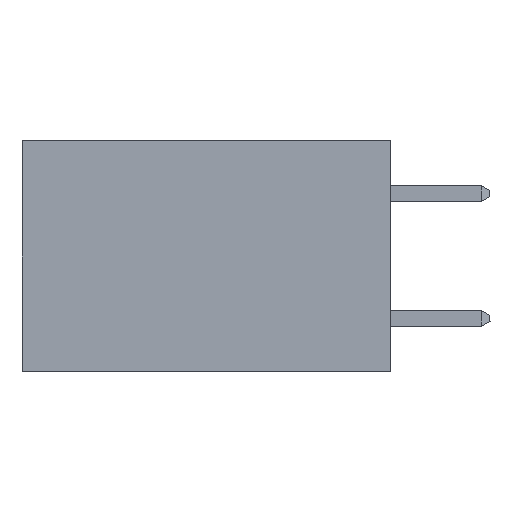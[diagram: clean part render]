
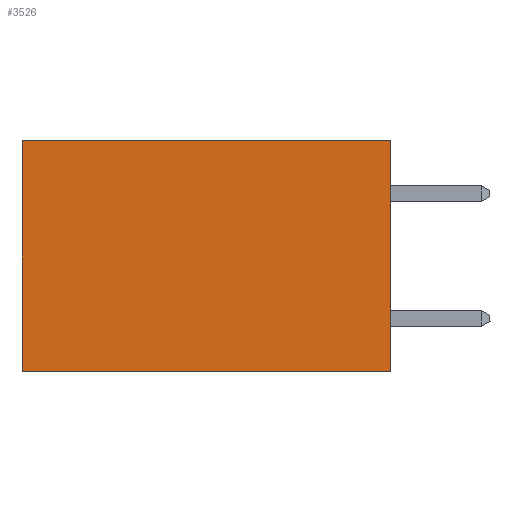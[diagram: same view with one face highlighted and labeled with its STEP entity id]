
A CAD part, left-side view. The second image highlights one B-rep face of the part: STEP entity #3526.
In plain terms, the highlighted planar face has unit normal (-1, 0, 0).
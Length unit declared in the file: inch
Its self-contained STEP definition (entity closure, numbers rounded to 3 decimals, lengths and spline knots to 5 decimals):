
#675 = LINE ( 'NONE', #5365, #18491 ) ;
#732 = CARTESIAN_POINT ( 'NONE',  ( 0.277, 0., 0. ) ) ;
#1411 = EDGE_CURVE ( 'NONE', #5593, #4346, #4129, .T. ) ;
#2162 = DIRECTION ( 'NONE',  ( 0., 0., -1. ) ) ;
#2309 = ORIENTED_EDGE ( 'NONE', *, *, #21033, .T. ) ;
#3526 = ADVANCED_FACE ( 'NONE', ( #8729 ), #9204, .F. ) ;
#3716 = EDGE_CURVE ( 'NONE', #12274, #5462, #13180, .T. ) ;
#4129 = LINE ( 'NONE', #21269, #8309 ) ;
#4346 = VERTEX_POINT ( 'NONE', #6305 ) ;
#4816 = AXIS2_PLACEMENT_3D ( 'NONE', #10993, #12804, #2162 ) ;
#5290 = DIRECTION ( 'NONE',  ( 0., 1., 0. ) ) ;
#5365 = CARTESIAN_POINT ( 'NONE',  ( 0.277, 0., -0.37 ) ) ;
#5462 = VERTEX_POINT ( 'NONE', #14640 ) ;
#5593 = VERTEX_POINT ( 'NONE', #732 ) ;
#6305 = CARTESIAN_POINT ( 'NONE',  ( 0.277, 0.59, 0. ) ) ;
#8309 = VECTOR ( 'NONE', #5290, 39.37008 ) ;
#8451 = VECTOR ( 'NONE', #16881, 39.37008 ) ;
#8729 = FACE_OUTER_BOUND ( 'NONE', #9138, .T. ) ;
#8872 = VECTOR ( 'NONE', #22335, 39.37008 ) ;
#9138 = EDGE_LOOP ( 'NONE', ( #2309, #16432, #15188, #18476 ) ) ;
#9204 = PLANE ( 'NONE',  #4816 ) ;
#9420 = LINE ( 'NONE', #15158, #8872 ) ;
#10993 = CARTESIAN_POINT ( 'NONE',  ( 0.277, 0., -0.37 ) ) ;
#11766 = CARTESIAN_POINT ( 'NONE',  ( 0.277, 0., -0.37 ) ) ;
#12274 = VERTEX_POINT ( 'NONE', #11766 ) ;
#12804 = DIRECTION ( 'NONE',  ( 1., 0., 0. ) ) ;
#13180 = LINE ( 'NONE', #22157, #8451 ) ;
#14318 = DIRECTION ( 'NONE',  ( 0., 0., -1. ) ) ;
#14579 = EDGE_CURVE ( 'NONE', #5593, #12274, #675, .T. ) ;
#14640 = CARTESIAN_POINT ( 'NONE',  ( 0.277, 0.59, -0.37 ) ) ;
#15158 = CARTESIAN_POINT ( 'NONE',  ( 0.277, 0.59, -0.37 ) ) ;
#15188 = ORIENTED_EDGE ( 'NONE', *, *, #14579, .F. ) ;
#16432 = ORIENTED_EDGE ( 'NONE', *, *, #3716, .F. ) ;
#16881 = DIRECTION ( 'NONE',  ( 0., 1., 0. ) ) ;
#18476 = ORIENTED_EDGE ( 'NONE', *, *, #1411, .T. ) ;
#18491 = VECTOR ( 'NONE', #14318, 39.37008 ) ;
#21033 = EDGE_CURVE ( 'NONE', #4346, #5462, #9420, .T. ) ;
#21269 = CARTESIAN_POINT ( 'NONE',  ( 0.277, 0., 0. ) ) ;
#22157 = CARTESIAN_POINT ( 'NONE',  ( 0.277, 0., -0.37 ) ) ;
#22335 = DIRECTION ( 'NONE',  ( 0., 0., -1. ) ) ;
